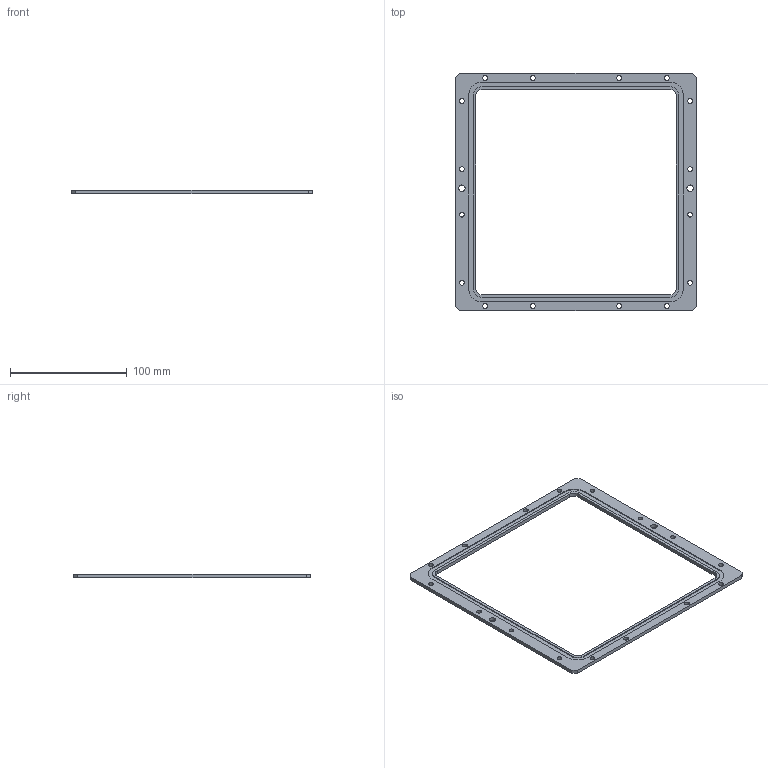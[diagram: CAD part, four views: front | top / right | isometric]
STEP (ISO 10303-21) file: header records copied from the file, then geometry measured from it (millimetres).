
FILE_DESCRIPTION (( 'STEP AP214' ), '1' );
FILE_NAME ('1006350-.stp', '2020-09-08T14:48:28', ( '' ), ( '' ), 'SwSTEP 2.0', 'SolidWorks 2019', '' );
FILE_SCHEMA (( 'AUTOMOTIVE_DESIGN' ));
Length unit declared in the file: inch
Products named in the file (1): 1006350-
Bounding box: 206.35 x 203.07 x 3.17 mm (x, y, z)
Volume: 31909.3 mm3; surface area: 30496.9 mm2
Topology: 1 solids, 1 shells, 90 faces, 252 edges, 168 vertices
Faces by surface type: cylinder 56, plane 34
Entity records: 3064 total; most frequent: DIRECTION 546, CARTESIAN_POINT 511, ORIENTED_EDGE 504, EDGE_CURVE 252, AXIS2_PLACEMENT_3D 203, VERTEX_POINT 168, VECTOR 140, LINE 140
